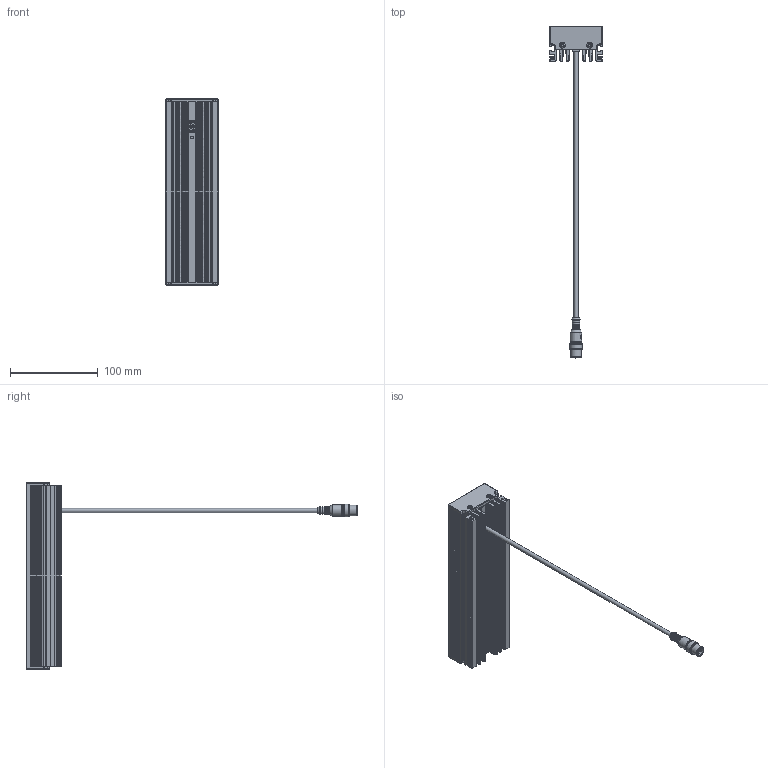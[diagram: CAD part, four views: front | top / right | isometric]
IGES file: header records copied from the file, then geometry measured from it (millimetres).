
Global section: file name: BEK-A200; native system: Autodesk Inventor 2018; preprocessor: unknown; author: S. Sandt; organization: di-soric GmbH & Co. KG; date: 20180530.113835; units: millimetre
Bounding box: 60 x 379.15 x 213 mm (x, y, z)
Volume: 376454 mm3; surface area: 135871.9 mm2
Topology: 1 solids, 5 shells, 1103 faces, 3137 edges, 2128 vertices
Faces by surface type: bspline 1098, revolution 5
